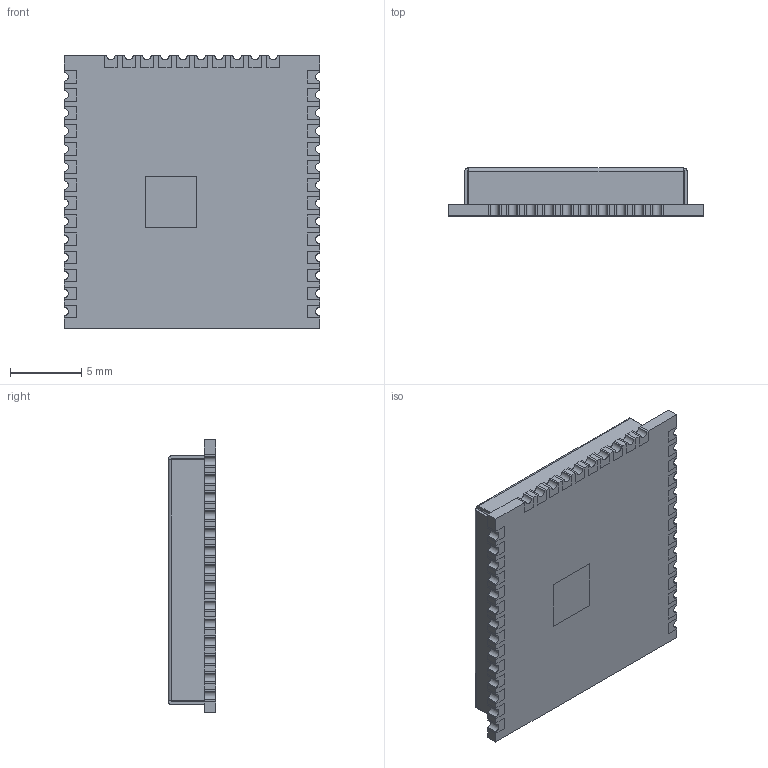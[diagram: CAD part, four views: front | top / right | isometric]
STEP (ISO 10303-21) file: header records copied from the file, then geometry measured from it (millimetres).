
FILE_DESCRIPTION (( 'STEP AP214' ), '1' );
FILE_NAME ('ESP32-WROOM-32U.STEP', '2023-12-29T16:02:33', ( '' ), ( '' ), 'SwSTEP 2.0', 'SolidWorks 2021', '' );
FILE_SCHEMA (( 'AUTOMOTIVE_DESIGN' ));
Length unit declared in the file: millimetre
Products named in the file (1): ESP32-WROOM-32U
Bounding box: 18 x 3.35 x 19.2 mm (x, y, z)
Volume: 353.8 mm3; surface area: 1777.6 mm2
Topology: 48 solids, 48 shells, 743 faces, 1929 edges, 1281 vertices
Faces by surface type: plane 664, cylinder 71, cone 6, sphere 2
Entity records: 22788 total; most frequent: CARTESIAN_POINT 3948, ORIENTED_EDGE 3850, DIRECTION 3561, EDGE_CURVE 1925, LINE 1777, VECTOR 1777, VERTEX_POINT 1279, AXIS2_PLACEMENT_3D 892
